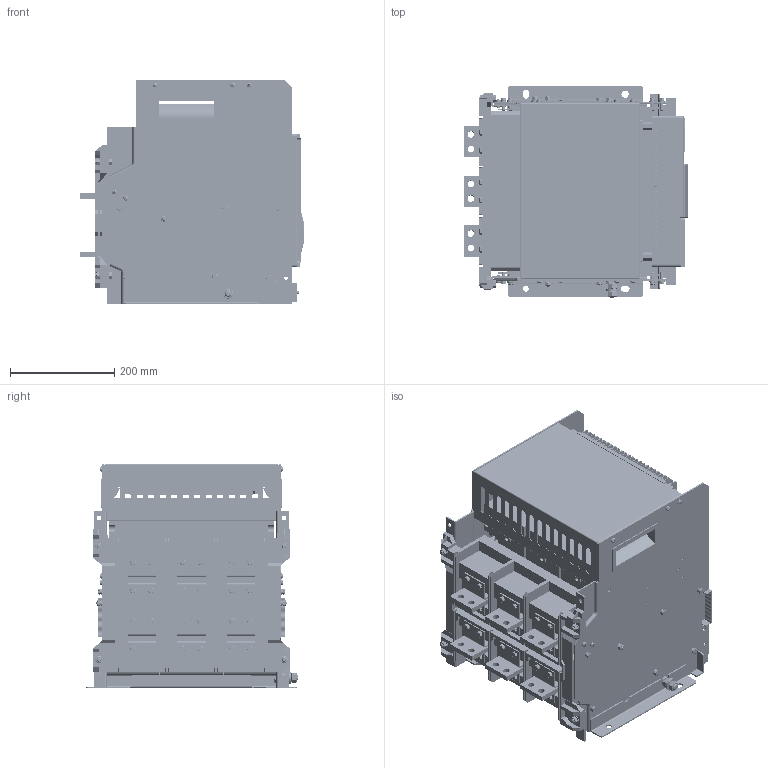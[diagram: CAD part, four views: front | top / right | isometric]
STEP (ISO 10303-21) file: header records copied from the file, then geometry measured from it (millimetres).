
FILE_DESCRIPTION(('STEP AP203'), '1');
FILE_NAME('14.01.03.1.000320 ESQ ÂÀ99-40A 3D M2C2S2 2X 630À ñ êîðçèíîé', '', ('UNSPECIFIED'), ('UNSPECIFIED'), 'C3D Converter', 'C3D Toolkit', '');
FILE_SCHEMA(('CONFIG_CONTROL_DESIGN'));
Length unit declared in the file: millimetre
Products named in the file (1): 14.01.03.1.000320
Bounding box: 430.8 x 405 x 430 mm (x, y, z)
Volume: 11955718.5 mm3; surface area: 3632268.5 mm2
Topology: 256 solids, 257 shells, 4541 faces, 11324 edges, 7329 vertices
Faces by surface type: plane 3293, cylinder 823, cone 212, torus 112, bspline 81, sphere 20
Full cylindrical faces by diameter (mm): 4 x47, 4.917 x2, 5 x30, 5.3 x10, 6 x60, 6.4 x24, 6.5 x19, 6.6 x14, 6.647 x4, 6.917 x1, 7 x27, 8 x6, 8.4 x8, 8.5 x2, 8.8 x1, 9 x13, 9.5 x10, 10 x20, 10.647 x2, 11 x41, 11.2 x1, 12 x1, 12.5 x13, 13.5 x3, 13.8 x4, 14 x8, 14.7 x1, 15 x9, 18 x1, 19 x1
Entity records: 189324 total; most frequent: CARTESIAN_POINT 43722, DIRECTION 21338, ORIENTED_EDGE 21296, EDGE_CURVE 10652, LINE 7772, VECTOR 7772, VERTEX_POINT 7393, AXIS2_PLACEMENT_3D 6783
